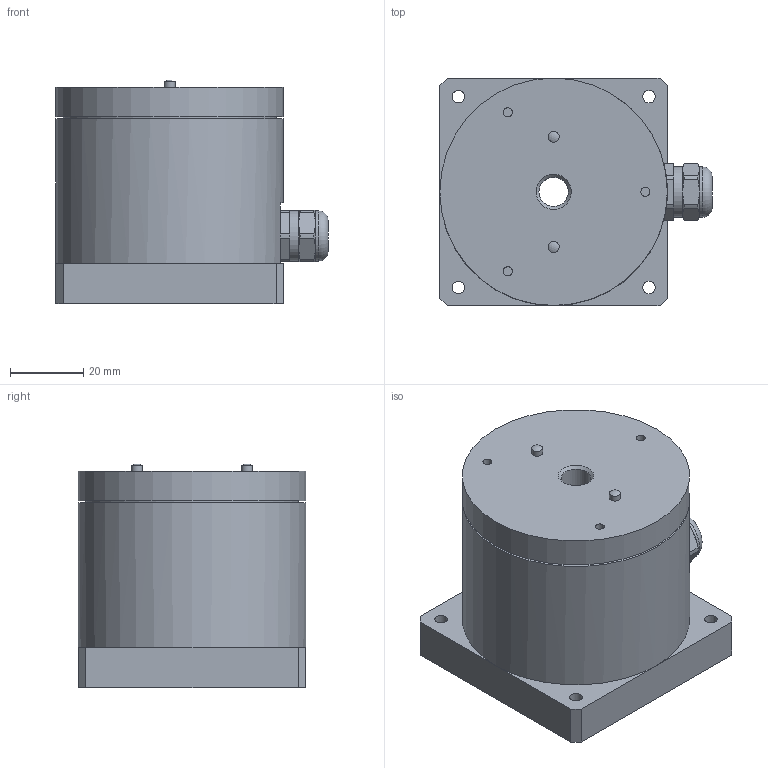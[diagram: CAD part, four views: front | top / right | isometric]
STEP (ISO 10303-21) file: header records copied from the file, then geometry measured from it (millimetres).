
FILE_DESCRIPTION(/* description */ (''),/* implementation_level */ '2;1');
FILE_NAME(/* name */ 'TE66 avec trou central.stp',/* time_stamp */ '2021-03-04T08:30:19+01:00',/* author */ ('MIemmola'),/* organization */ (''),/* preprocessor_version */ 'ST-DEVELOPER v18.1',/* originating_system */ 'Autodesk Inventor 2021',/* authorisation */ '');
FILE_SCHEMA (('AUTOMOTIVE_DESIGN { 1 0 10303 214 3 1 1 }'));
Length unit declared in the file: millimetre
Products named in the file (1): 7252001_enveloppe_01_Shrinkwrap_2
Bounding box: 74.2 x 62 x 60.98 mm (x, y, z)
Volume: 113906.1 mm3; surface area: 50289 mm2
Topology: 18 solids, 18 shells, 378 faces, 1047 edges, 729 vertices
Faces by surface type: plane 181, cylinder 110, cone 73, torus 12, sphere 2
Full cylindrical faces by diameter (mm): 2.013 x10, 2.459 x9, 2.5 x10, 2.7 x5, 3 x4, 3.4 x4, 4 x5, 4.5 x5, 5 x10, 8 x2, 8.5 x1, 9 x1, 10.5 x1, 10.917 x1, 11 x1, 11.25 x1, 11.445 x1, 11.5 x1, 12 x2, 13.7 x2, 16 x1, 24 x1, 44.5 x1, 45 x1, 46.9 x1, 50.1 x1, 52 x1, 53 x2, 58 x1, 59 x1
Entity records: 12787 total; most frequent: CARTESIAN_POINT 2432, DIRECTION 2138, ORIENTED_EDGE 2044, EDGE_CURVE 1022, AXIS2_PLACEMENT_3D 871, VERTEX_POINT 729, CIRCLE 492, EDGE_LOOP 491
